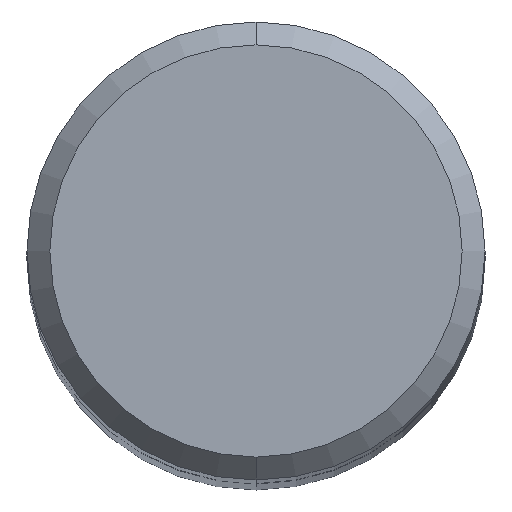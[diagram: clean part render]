
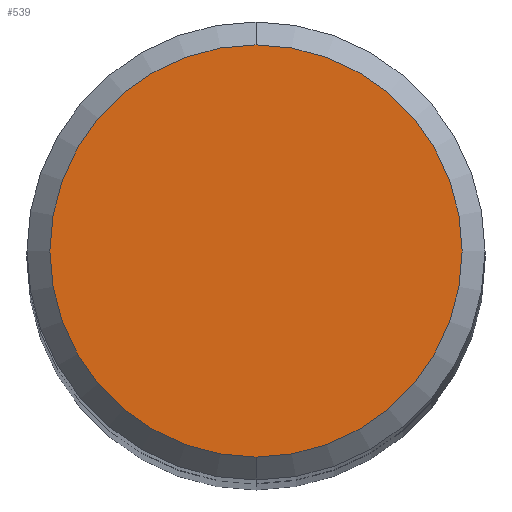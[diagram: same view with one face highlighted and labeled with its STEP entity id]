
A CAD part, top view. The second image highlights one B-rep face of the part: STEP entity #539.
In plain terms, the highlighted planar face has unit normal (0, 0, 1).
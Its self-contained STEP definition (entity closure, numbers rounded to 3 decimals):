
#391=EDGE_CURVE('',#517,#461,#775,.T.);
#461=VERTEX_POINT('',#849);
#479=EDGE_CURVE('',#461,#517,#868,.T.);
#517=VERTEX_POINT('',#911);
#539=ADVANCED_FACE('',(#935),#936,.T.);
#775=CIRCLE('',#1325,4.5);
#849=CARTESIAN_POINT('',(0.,-4.5,0.0));
#868=CIRCLE('',#1563,4.5);
#911=CARTESIAN_POINT('',(0.0,4.5,0.0));
#935=FACE_OUTER_BOUND('',#1687,.T.);
#936=PLANE('',#1688);
#1325=AXIS2_PLACEMENT_3D('',#1952,#1953,#1954);
#1563=AXIS2_PLACEMENT_3D('',#2035,#2036,#2037);
#1687=EDGE_LOOP('',(#2116,#2117));
#1688=AXIS2_PLACEMENT_3D('',#2118,#2119,#2120);
#1952=CARTESIAN_POINT('',(0.0,0.0,0.0));
#1953=DIRECTION('',(0.0,0.0,-1.0));
#1954=DIRECTION('',(0.0,1.0,0.0));
#2035=CARTESIAN_POINT('',(0.0,0.0,0.0));
#2036=DIRECTION('',(0.0,0.0,-1.0));
#2037=DIRECTION('',(0.0,1.0,0.0));
#2116=ORIENTED_EDGE('',*,*,#391,.F.);
#2117=ORIENTED_EDGE('',*,*,#479,.F.);
#2118=CARTESIAN_POINT('',(0.0,2.25,0.0));
#2119=DIRECTION('',(-0.0,0.0,1.0));
#2120=DIRECTION('',(0.0,-1.0,0.0));
